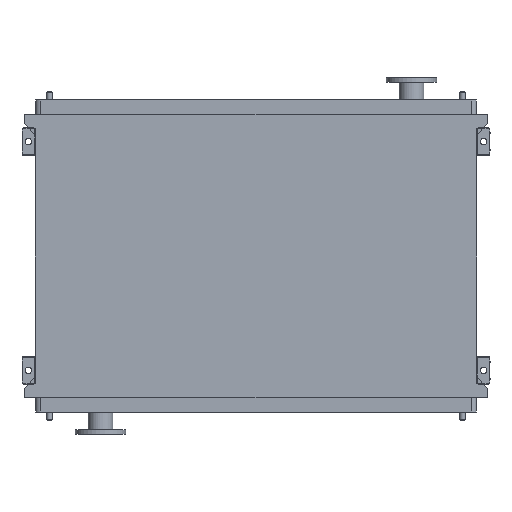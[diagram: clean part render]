
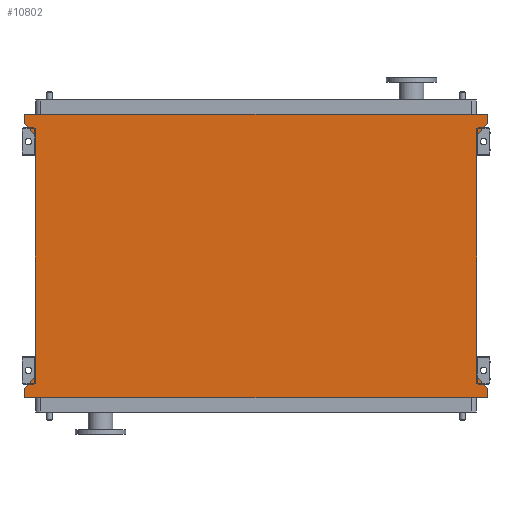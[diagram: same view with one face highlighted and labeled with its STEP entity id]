
A CAD part, front view. The second image highlights one B-rep face of the part: STEP entity #10802.
In plain terms, the highlighted planar face has unit normal (0, -1, 0).
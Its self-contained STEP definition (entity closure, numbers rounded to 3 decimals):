
#43 = VECTOR ( 'NONE', #11239, 1000. ) ;
#54 = EDGE_CURVE ( 'NONE', #17759, #3548, #7426, .T. ) ;
#95 = VECTOR ( 'NONE', #3421, 1000. ) ;
#218 = LINE ( 'NONE', #16028, #4003 ) ;
#368 = LINE ( 'NONE', #17179, #7468 ) ;
#400 = DIRECTION ( 'NONE',  ( -0.655, 0., 0.755 ) ) ;
#577 = CARTESIAN_POINT ( 'NONE',  ( -1011., 0., -1103. ) ) ;
#783 = LINE ( 'NONE', #16708, #4120 ) ;
#1304 = VECTOR ( 'NONE', #5618, 1000. ) ;
#1353 = CARTESIAN_POINT ( 'NONE',  ( -1011., 0., -1145. ) ) ;
#1600 = ORIENTED_EDGE ( 'NONE', *, *, #6941, .F. ) ;
#1989 = CARTESIAN_POINT ( 'NONE',  ( -1011., 0., -1145. ) ) ;
#2160 = EDGE_CURVE ( 'NONE', #5234, #7698, #17912, .T. ) ;
#2352 = CARTESIAN_POINT ( 'NONE',  ( -1011., 0., 95. ) ) ;
#2362 = ORIENTED_EDGE ( 'NONE', *, *, #2160, .F. ) ;
#2767 = CARTESIAN_POINT ( 'NONE',  ( -1011., 0., 95. ) ) ;
#3180 = VERTEX_POINT ( 'NONE', #9091 ) ;
#3243 = VECTOR ( 'NONE', #8340, 1000. ) ;
#3421 = DIRECTION ( 'NONE',  ( 0., 0., 1. ) ) ;
#3548 = VERTEX_POINT ( 'NONE', #18138 ) ;
#3774 = DIRECTION ( 'NONE',  ( 0., 0., -1. ) ) ;
#3884 = EDGE_CURVE ( 'NONE', #14502, #13461, #218, .T. ) ;
#4003 = VECTOR ( 'NONE', #7630, 1000. ) ;
#4013 = ORIENTED_EDGE ( 'NONE', *, *, #17825, .F. ) ;
#4120 = VECTOR ( 'NONE', #6895, 1000. ) ;
#4338 = LINE ( 'NONE', #14639, #95 ) ;
#4552 = ORIENTED_EDGE ( 'NONE', *, *, #6209, .T. ) ;
#4775 = ORIENTED_EDGE ( 'NONE', *, *, #15416, .F. ) ;
#5118 = EDGE_CURVE ( 'NONE', #17918, #10964, #15833, .T. ) ;
#5234 = VERTEX_POINT ( 'NONE', #577 ) ;
#5300 = AXIS2_PLACEMENT_3D ( 'NONE', #18297, #16950, #8562 ) ;
#5515 = VECTOR ( 'NONE', #400, 1000. ) ;
#5618 = DIRECTION ( 'NONE',  ( 0., 0., 1. ) ) ;
#5967 = VECTOR ( 'NONE', #16978, 1000. ) ;
#6153 = ORIENTED_EDGE ( 'NONE', *, *, #11653, .F. ) ;
#6209 = EDGE_CURVE ( 'NONE', #14502, #3180, #368, .T. ) ;
#6453 = EDGE_LOOP ( 'NONE', ( #4552, #14942, #16702, #6153, #4775, #14545, #4013, #2362, #8731, #1600, #14737, #15124 ) ) ;
#6826 = EDGE_CURVE ( 'NONE', #13461, #17354, #10753, .T. ) ;
#6895 = DIRECTION ( 'NONE',  ( -0.655, 0., -0.755 ) ) ;
#6918 = CARTESIAN_POINT ( 'NONE',  ( 1011., 0., -1103. ) ) ;
#6941 = EDGE_CURVE ( 'NONE', #17354, #18187, #16270, .T. ) ;
#6984 = VECTOR ( 'NONE', #3774, 1000. ) ;
#7128 = PLANE ( 'NONE',  #5300 ) ;
#7169 = CARTESIAN_POINT ( 'NONE',  ( 1011., 0., -1103. ) ) ;
#7426 = LINE ( 'NONE', #12199, #6984 ) ;
#7468 = VECTOR ( 'NONE', #10207, 1000. ) ;
#7630 = DIRECTION ( 'NONE',  ( 0.655, 0., -0.755 ) ) ;
#7698 = VERTEX_POINT ( 'NONE', #17199 ) ;
#7866 = CARTESIAN_POINT ( 'NONE',  ( -965., 0., 0. ) ) ;
#8340 = DIRECTION ( 'NONE',  ( 0., 0., -1. ) ) ;
#8562 = DIRECTION ( 'NONE',  ( 0., 0., -1. ) ) ;
#8590 = CARTESIAN_POINT ( 'NONE',  ( 1011., 0., -1145. ) ) ;
#8731 = ORIENTED_EDGE ( 'NONE', *, *, #9632, .F. ) ;
#9091 = CARTESIAN_POINT ( 'NONE',  ( 965., 0., 0. ) ) ;
#9632 = EDGE_CURVE ( 'NONE', #18187, #5234, #17286, .T. ) ;
#10207 = DIRECTION ( 'NONE',  ( 0., 0., 1. ) ) ;
#10275 = CARTESIAN_POINT ( 'NONE',  ( -1011., 0., 53. ) ) ;
#10300 = CARTESIAN_POINT ( 'NONE',  ( -965., 0., 0. ) ) ;
#10454 = DIRECTION ( 'NONE',  ( 0., 0., 1. ) ) ;
#10709 = CARTESIAN_POINT ( 'NONE',  ( -1011., 0., -1103. ) ) ;
#10753 = LINE ( 'NONE', #6918, #3243 ) ;
#10802 = ADVANCED_FACE ( 'NONE', ( #11340 ), #7128, .T. ) ;
#10964 = VERTEX_POINT ( 'NONE', #10275 ) ;
#11239 = DIRECTION ( 'NONE',  ( 1., 0., 0. ) ) ;
#11340 = FACE_OUTER_BOUND ( 'NONE', #6453, .T. ) ;
#11653 = EDGE_CURVE ( 'NONE', #14742, #17759, #17907, .T. ) ;
#12053 = CARTESIAN_POINT ( 'NONE',  ( 1011., 0., -1145. ) ) ;
#12199 = CARTESIAN_POINT ( 'NONE',  ( 1011., 0., 95. ) ) ;
#12678 = CARTESIAN_POINT ( 'NONE',  ( -1011., 0., 53. ) ) ;
#12999 = LINE ( 'NONE', #12678, #1304 ) ;
#13074 = CARTESIAN_POINT ( 'NONE',  ( 1011., 0., 95. ) ) ;
#13108 = VECTOR ( 'NONE', #10454, 1000. ) ;
#13461 = VERTEX_POINT ( 'NONE', #7169 ) ;
#14162 = VECTOR ( 'NONE', #14898, 1000. ) ;
#14502 = VERTEX_POINT ( 'NONE', #17315 ) ;
#14545 = ORIENTED_EDGE ( 'NONE', *, *, #5118, .F. ) ;
#14639 = CARTESIAN_POINT ( 'NONE',  ( -965., 0., -1050. ) ) ;
#14737 = ORIENTED_EDGE ( 'NONE', *, *, #6826, .F. ) ;
#14742 = VERTEX_POINT ( 'NONE', #2352 ) ;
#14898 = DIRECTION ( 'NONE',  ( 0.655, 0., 0.755 ) ) ;
#14942 = ORIENTED_EDGE ( 'NONE', *, *, #17521, .F. ) ;
#15124 = ORIENTED_EDGE ( 'NONE', *, *, #3884, .F. ) ;
#15416 = EDGE_CURVE ( 'NONE', #10964, #14742, #12999, .T. ) ;
#15833 = LINE ( 'NONE', #10300, #5515 ) ;
#16028 = CARTESIAN_POINT ( 'NONE',  ( 965., 0., -1050. ) ) ;
#16270 = LINE ( 'NONE', #8590, #5967 ) ;
#16702 = ORIENTED_EDGE ( 'NONE', *, *, #54, .F. ) ;
#16708 = CARTESIAN_POINT ( 'NONE',  ( 1011., 0., 53. ) ) ;
#16950 = DIRECTION ( 'NONE',  ( 0., -1., 0. ) ) ;
#16978 = DIRECTION ( 'NONE',  ( -1., 0., 0. ) ) ;
#17179 = CARTESIAN_POINT ( 'NONE',  ( 965., 0., -1050. ) ) ;
#17199 = CARTESIAN_POINT ( 'NONE',  ( -965., 0., -1050. ) ) ;
#17286 = LINE ( 'NONE', #1989, #13108 ) ;
#17315 = CARTESIAN_POINT ( 'NONE',  ( 965., 0., -1050. ) ) ;
#17354 = VERTEX_POINT ( 'NONE', #12053 ) ;
#17521 = EDGE_CURVE ( 'NONE', #3548, #3180, #783, .T. ) ;
#17759 = VERTEX_POINT ( 'NONE', #13074 ) ;
#17825 = EDGE_CURVE ( 'NONE', #7698, #17918, #4338, .T. ) ;
#17907 = LINE ( 'NONE', #2767, #43 ) ;
#17912 = LINE ( 'NONE', #10709, #14162 ) ;
#17918 = VERTEX_POINT ( 'NONE', #7866 ) ;
#18138 = CARTESIAN_POINT ( 'NONE',  ( 1011., 0., 53. ) ) ;
#18187 = VERTEX_POINT ( 'NONE', #1353 ) ;
#18297 = CARTESIAN_POINT ( 'NONE',  ( -965., 0., -1050. ) ) ;
